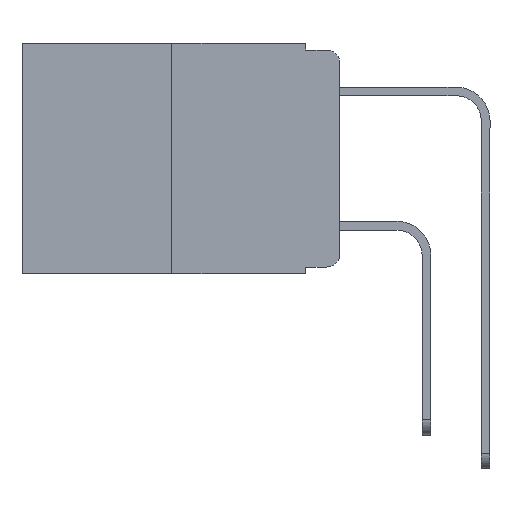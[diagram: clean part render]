
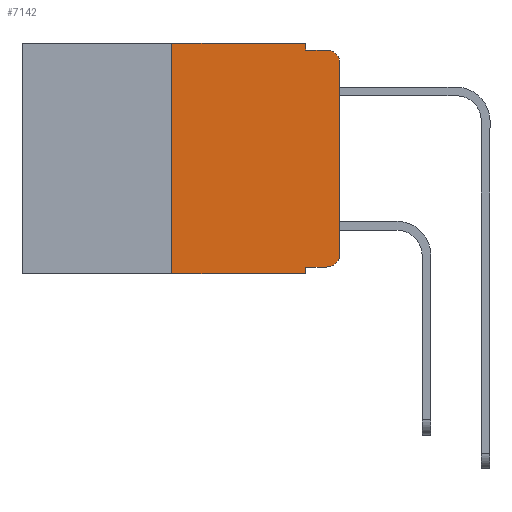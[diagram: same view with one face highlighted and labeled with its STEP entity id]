
A CAD part, left-side view. The second image highlights one B-rep face of the part: STEP entity #7142.
In plain terms, the highlighted planar face has unit normal (-1, 0, 0).
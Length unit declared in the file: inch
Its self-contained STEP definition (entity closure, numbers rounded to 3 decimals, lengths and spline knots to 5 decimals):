
#135 = DIRECTION ( 'NONE',  ( -1., 0., 0. ) ) ;
#145 = CARTESIAN_POINT ( 'NONE',  ( 0., 0.02, -0.03 ) ) ;
#192 = FACE_OUTER_BOUND ( 'NONE', #3834, .T. ) ;
#270 = CARTESIAN_POINT ( 'NONE',  ( 0., 0.051, 0. ) ) ;
#537 = ORIENTED_EDGE ( 'NONE', *, *, #2600, .F. ) ;
#549 = CARTESIAN_POINT ( 'NONE',  ( 0., 0.051, -0.343 ) ) ;
#917 = ORIENTED_EDGE ( 'NONE', *, *, #5372, .T. ) ;
#979 = VERTEX_POINT ( 'NONE', #7594 ) ;
#1082 = ORIENTED_EDGE ( 'NONE', *, *, #3773, .T. ) ;
#1139 = LINE ( 'NONE', #4828, #2915 ) ;
#1206 = DIRECTION ( 'NONE',  ( 0., 0., 1. ) ) ;
#1252 = DIRECTION ( 'NONE',  ( 0., 0., -1. ) ) ;
#1518 = VERTEX_POINT ( 'NONE', #12467 ) ;
#1561 = CARTESIAN_POINT ( 'NONE',  ( 0., 0.051, 0. ) ) ;
#1642 = VERTEX_POINT ( 'NONE', #6959 ) ;
#1741 = VERTEX_POINT ( 'NONE', #2123 ) ;
#1989 = VERTEX_POINT ( 'NONE', #4596 ) ;
#1996 = VERTEX_POINT ( 'NONE', #12779 ) ;
#2009 = ORIENTED_EDGE ( 'NONE', *, *, #4489, .T. ) ;
#2123 = CARTESIAN_POINT ( 'NONE',  ( 0., 0.02, -0.01 ) ) ;
#2278 = DIRECTION ( 'NONE',  ( -1., 0., 0. ) ) ;
#2600 = EDGE_CURVE ( 'NONE', #1518, #10533, #1139, .T. ) ;
#2786 = CIRCLE ( 'NONE', #4022, 0.02 ) ;
#2794 = VERTEX_POINT ( 'NONE', #8098 ) ;
#2832 = ORIENTED_EDGE ( 'NONE', *, *, #11308, .T. ) ;
#2857 = CARTESIAN_POINT ( 'NONE',  ( 0., 0.051, -0.333 ) ) ;
#2915 = VECTOR ( 'NONE', #4611, 39.37008 ) ;
#3174 = ORIENTED_EDGE ( 'NONE', *, *, #10503, .F. ) ;
#3432 = LINE ( 'NONE', #8501, #8489 ) ;
#3773 = EDGE_CURVE ( 'NONE', #1642, #10533, #12953, .T. ) ;
#3834 = EDGE_LOOP ( 'NONE', ( #10189, #2009, #9017, #3174, #9001, #4928, #1082, #537, #917, #2832 ) ) ;
#3835 = VECTOR ( 'NONE', #8679, 39.37008 ) ;
#4022 = AXIS2_PLACEMENT_3D ( 'NONE', #8377, #2278, #9365 ) ;
#4489 = EDGE_CURVE ( 'NONE', #2794, #1741, #10557, .T. ) ;
#4596 = CARTESIAN_POINT ( 'NONE',  ( 0., 0., -0.313 ) ) ;
#4611 = DIRECTION ( 'NONE',  ( 0., 0., -1. ) ) ;
#4828 = CARTESIAN_POINT ( 'NONE',  ( 0., 0.051, 0. ) ) ;
#4928 = ORIENTED_EDGE ( 'NONE', *, *, #5634, .F. ) ;
#5076 = DIRECTION ( 'NONE',  ( 0., -1., 0. ) ) ;
#5212 = VERTEX_POINT ( 'NONE', #270 ) ;
#5269 = CARTESIAN_POINT ( 'NONE',  ( 0., 0.473, -0.343 ) ) ;
#5372 = EDGE_CURVE ( 'NONE', #1518, #979, #9322, .T. ) ;
#5634 = EDGE_CURVE ( 'NONE', #1642, #9620, #9166, .T. ) ;
#5803 = VECTOR ( 'NONE', #5076, 39.37008 ) ;
#6248 = AXIS2_PLACEMENT_3D ( 'NONE', #145, #135, #1252 ) ;
#6261 = AXIS2_PLACEMENT_3D ( 'NONE', #10612, #10465, #10454 ) ;
#6489 = DIRECTION ( 'NONE',  ( 0., -1., 0. ) ) ;
#6547 = EDGE_CURVE ( 'NONE', #1996, #1741, #9599, .T. ) ;
#6959 = CARTESIAN_POINT ( 'NONE',  ( 0., 0.25, -0.343 ) ) ;
#6975 = VECTOR ( 'NONE', #8103, 39.37008 ) ;
#7142 = ADVANCED_FACE ( 'NONE', ( #192 ), #10736, .F. ) ;
#7594 = CARTESIAN_POINT ( 'NONE',  ( 0., 0.02, -0.333 ) ) ;
#7795 = EDGE_CURVE ( 'NONE', #1989, #2794, #3432, .T. ) ;
#8098 = CARTESIAN_POINT ( 'NONE',  ( 0., 0., -0.03 ) ) ;
#8103 = DIRECTION ( 'NONE',  ( 0., -1., 0. ) ) ;
#8235 = CARTESIAN_POINT ( 'NONE',  ( 0., 0.051, -0.01 ) ) ;
#8377 = CARTESIAN_POINT ( 'NONE',  ( 0., 0.02, -0.313 ) ) ;
#8399 = EDGE_CURVE ( 'NONE', #9620, #5212, #9554, .T. ) ;
#8489 = VECTOR ( 'NONE', #1206, 39.37008 ) ;
#8501 = CARTESIAN_POINT ( 'NONE',  ( 0., 0., 0. ) ) ;
#8679 = DIRECTION ( 'NONE',  ( 0., 0., 1. ) ) ;
#9001 = ORIENTED_EDGE ( 'NONE', *, *, #8399, .F. ) ;
#9017 = ORIENTED_EDGE ( 'NONE', *, *, #6547, .F. ) ;
#9023 = VECTOR ( 'NONE', #6489, 39.37008 ) ;
#9166 = LINE ( 'NONE', #11984, #3835 ) ;
#9236 = VECTOR ( 'NONE', #10325, 39.37008 ) ;
#9322 = LINE ( 'NONE', #2857, #9023 ) ;
#9353 = CARTESIAN_POINT ( 'NONE',  ( 0., 0.473, 0. ) ) ;
#9365 = DIRECTION ( 'NONE',  ( 0., 0., -1. ) ) ;
#9554 = LINE ( 'NONE', #9353, #9236 ) ;
#9599 = LINE ( 'NONE', #8235, #6975 ) ;
#9620 = VERTEX_POINT ( 'NONE', #11221 ) ;
#9667 = LINE ( 'NONE', #1561, #12211 ) ;
#10189 = ORIENTED_EDGE ( 'NONE', *, *, #7795, .T. ) ;
#10325 = DIRECTION ( 'NONE',  ( 0., -1., 0. ) ) ;
#10454 = DIRECTION ( 'NONE',  ( 0., 0., -1. ) ) ;
#10465 = DIRECTION ( 'NONE',  ( 1., 0., 0. ) ) ;
#10503 = EDGE_CURVE ( 'NONE', #5212, #1996, #9667, .T. ) ;
#10533 = VERTEX_POINT ( 'NONE', #549 ) ;
#10557 = CIRCLE ( 'NONE', #6248, 0.02 ) ;
#10612 = CARTESIAN_POINT ( 'NONE',  ( 0., 0.473, 0. ) ) ;
#10736 = PLANE ( 'NONE',  #6261 ) ;
#11221 = CARTESIAN_POINT ( 'NONE',  ( 0., 0.25, 0. ) ) ;
#11308 = EDGE_CURVE ( 'NONE', #979, #1989, #2786, .T. ) ;
#11984 = CARTESIAN_POINT ( 'NONE',  ( 0., 0.25, 0. ) ) ;
#12211 = VECTOR ( 'NONE', #12504, 39.37008 ) ;
#12467 = CARTESIAN_POINT ( 'NONE',  ( 0., 0.051, -0.333 ) ) ;
#12504 = DIRECTION ( 'NONE',  ( 0., 0., -1. ) ) ;
#12779 = CARTESIAN_POINT ( 'NONE',  ( 0., 0.051, -0.01 ) ) ;
#12953 = LINE ( 'NONE', #5269, #5803 ) ;
